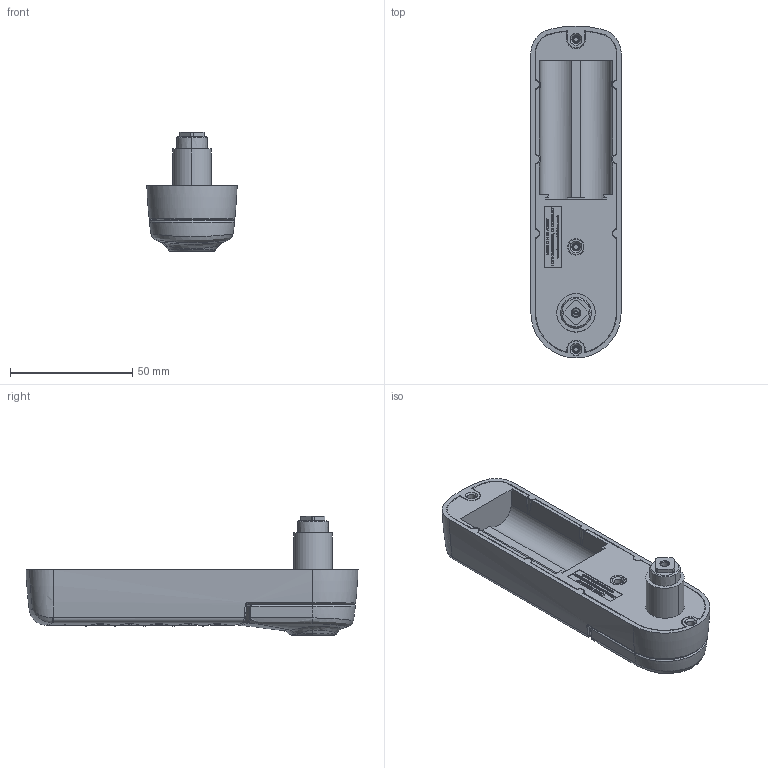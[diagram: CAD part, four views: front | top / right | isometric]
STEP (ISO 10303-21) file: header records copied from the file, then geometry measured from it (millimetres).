
FILE_DESCRIPTION (( 'STEP AP214' ), '1' );
FILE_NAME ('3780121B_DCL_RH.STEP', '2019-05-09T07:48:21', ( '' ), ( '' ), 'SwSTEP 2.0', 'SolidWorks 2019', '' );
FILE_SCHEMA (( 'AUTOMOTIVE_DESIGN' ));
Length unit declared in the file: millimetre
Products named in the file (1): 3780121B_DCL_RH
Bounding box: 37 x 136 x 48.87 mm (x, y, z)
Volume: 52376.5 mm3; surface area: 48917.5 mm2
Topology: 7 solids, 7 shells, 1652 faces, 4461 edges, 2940 vertices
Faces by surface type: plane 926, bspline 499, cylinder 147, cone 48, torus 32
Entity records: 76681 total; most frequent: CARTESIAN_POINT 38336, ORIENTED_EDGE 8914, DIRECTION 6046, EDGE_CURVE 4457, VERTEX_POINT 2940, LINE 2882, VECTOR 2882, EDGE_LOOP 1815
